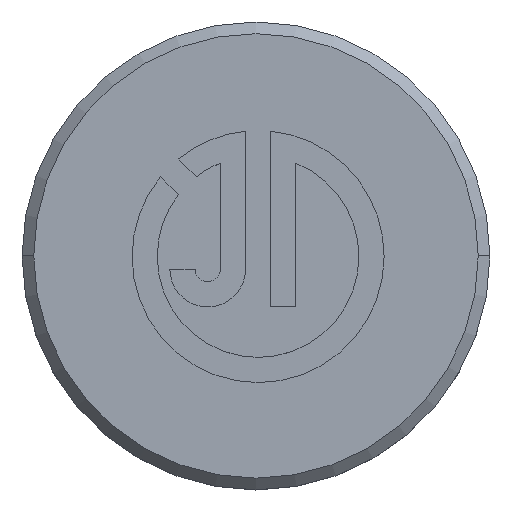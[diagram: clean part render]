
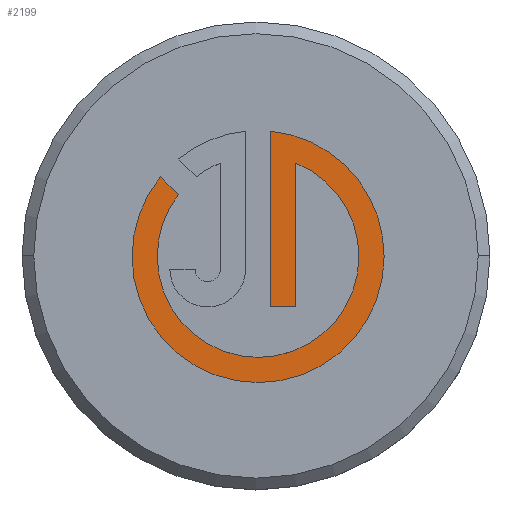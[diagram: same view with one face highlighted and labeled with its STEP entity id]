
A CAD part, top view. The second image highlights one B-rep face of the part: STEP entity #2199.
In plain terms, the highlighted planar face has unit normal (0, 0, 1).
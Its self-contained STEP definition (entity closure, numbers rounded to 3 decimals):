
#20 = LINE ( 'NONE', #1038, #725 ) ;
#27 = DIRECTION ( 'NONE',  ( 1., 0., 0. ) ) ;
#68 = CARTESIAN_POINT ( 'NONE',  ( 0.88, 0., 89.9 ) ) ;
#84 = CARTESIAN_POINT ( 'NONE',  ( 0.88, 7.468, 89.9 ) ) ;
#165 = VERTEX_POINT ( 'NONE', #1058 ) ;
#214 = CARTESIAN_POINT ( 'NONE',  ( 2.389, 5.557, 89.9 ) ) ;
#218 = VERTEX_POINT ( 'NONE', #1282 ) ;
#219 = PLANE ( 'NONE',  #2033 ) ;
#228 = EDGE_CURVE ( 'NONE', #301, #2038, #576, .T. ) ;
#242 = AXIS2_PLACEMENT_3D ( 'NONE', #2180, #1070, #2364 ) ;
#244 = ORIENTED_EDGE ( 'NONE', *, *, #2178, .T. ) ;
#253 = CARTESIAN_POINT ( 'NONE',  ( 0.126, -0.037, 89.9 ) ) ;
#301 = VERTEX_POINT ( 'NONE', #2223 ) ;
#344 = VERTEX_POINT ( 'NONE', #563 ) ;
#394 = FACE_OUTER_BOUND ( 'NONE', #1590, .T. ) ;
#416 = AXIS2_PLACEMENT_3D ( 'NONE', #253, #1557, #441 ) ;
#441 = DIRECTION ( 'NONE',  ( -1., 0., 0. ) ) ;
#449 = LINE ( 'NONE', #596, #968 ) ;
#460 = CARTESIAN_POINT ( 'NONE',  ( -5.714, 4.737, 89.9 ) ) ;
#504 = EDGE_CURVE ( 'NONE', #1484, #344, #449, .T. ) ;
#533 = CARTESIAN_POINT ( 'NONE',  ( 0.126, -0.037, 89.9 ) ) ;
#552 = EDGE_CURVE ( 'NONE', #744, #301, #791, .T. ) ;
#563 = CARTESIAN_POINT ( 'NONE',  ( 2.389, -3.054, 89.9 ) ) ;
#576 = CIRCLE ( 'NONE', #787, 7.543 ) ;
#582 = ORIENTED_EDGE ( 'NONE', *, *, #1671, .T. ) ;
#596 = CARTESIAN_POINT ( 'NONE',  ( 0., -3.054, 89.9 ) ) ;
#600 = DIRECTION ( 'NONE',  ( 0., 0., 1. ) ) ;
#650 = VECTOR ( 'NONE', #1397, 1000. ) ;
#664 = CIRCLE ( 'NONE', #416, 6.034 ) ;
#670 = EDGE_CURVE ( 'NONE', #748, #165, #664, .T. ) ;
#723 = ORIENTED_EDGE ( 'NONE', *, *, #1712, .T. ) ;
#725 = VECTOR ( 'NONE', #2331, 1000. ) ;
#734 = DIRECTION ( 'NONE',  ( 1., 0., 0. ) ) ;
#744 = VERTEX_POINT ( 'NONE', #460 ) ;
#748 = VERTEX_POINT ( 'NONE', #2336 ) ;
#787 = AXIS2_PLACEMENT_3D ( 'NONE', #533, #1834, #734 ) ;
#791 = CIRCLE ( 'NONE', #1716, 7.543 ) ;
#796 = DIRECTION ( 'NONE',  ( 0., 0., -1. ) ) ;
#819 = EDGE_CURVE ( 'NONE', #2038, #1736, #1794, .T. ) ;
#830 = CIRCLE ( 'NONE', #1368, 6.034 ) ;
#904 = LINE ( 'NONE', #1007, #1276 ) ;
#913 = CARTESIAN_POINT ( 'NONE',  ( 7.669, -0.037, 89.9 ) ) ;
#920 = CARTESIAN_POINT ( 'NONE',  ( 0.88, -3.054, 89.9 ) ) ;
#959 = ORIENTED_EDGE ( 'NONE', *, *, #2332, .T. ) ;
#968 = VECTOR ( 'NONE', #2084, 1000. ) ;
#1007 = CARTESIAN_POINT ( 'NONE',  ( 2.389, 0., 89.9 ) ) ;
#1026 = ORIENTED_EDGE ( 'NONE', *, *, #670, .T. ) ;
#1029 = ORIENTED_EDGE ( 'NONE', *, *, #504, .T. ) ;
#1033 = DIRECTION ( 'NONE',  ( 0., 0., -1. ) ) ;
#1038 = CARTESIAN_POINT ( 'NONE',  ( -4.641, 3.663, 89.9 ) ) ;
#1058 = CARTESIAN_POINT ( 'NONE',  ( -4.641, 3.663, 89.9 ) ) ;
#1070 = DIRECTION ( 'NONE',  ( 0., 0., 1. ) ) ;
#1165 = DIRECTION ( 'NONE',  ( 0., 0., 1. ) ) ;
#1276 = VECTOR ( 'NONE', #2302, 1000. ) ;
#1282 = CARTESIAN_POINT ( 'NONE',  ( 6.16, -0.037, 89.9 ) ) ;
#1296 = CIRCLE ( 'NONE', #1522, 6.034 ) ;
#1368 = AXIS2_PLACEMENT_3D ( 'NONE', #2143, #1033, #2323 ) ;
#1397 = DIRECTION ( 'NONE',  ( 0., -1., 0. ) ) ;
#1484 = VERTEX_POINT ( 'NONE', #920 ) ;
#1486 = ORIENTED_EDGE ( 'NONE', *, *, #819, .T. ) ;
#1492 = ORIENTED_EDGE ( 'NONE', *, *, #228, .T. ) ;
#1510 = ORIENTED_EDGE ( 'NONE', *, *, #1624, .T. ) ;
#1522 = AXIS2_PLACEMENT_3D ( 'NONE', #1893, #796, #2081 ) ;
#1523 = CARTESIAN_POINT ( 'NONE',  ( 0., 0., 89.9 ) ) ;
#1541 = VERTEX_POINT ( 'NONE', #214 ) ;
#1557 = DIRECTION ( 'NONE',  ( 0., 0., -1. ) ) ;
#1590 = EDGE_LOOP ( 'NONE', ( #959, #244, #1026, #723, #2151, #1492, #1486, #582, #1029, #1510 ) ) ;
#1624 = EDGE_CURVE ( 'NONE', #344, #1541, #904, .T. ) ;
#1639 = LINE ( 'NONE', #68, #650 ) ;
#1671 = EDGE_CURVE ( 'NONE', #1736, #1484, #1639, .T. ) ;
#1712 = EDGE_CURVE ( 'NONE', #165, #744, #20, .T. ) ;
#1716 = AXIS2_PLACEMENT_3D ( 'NONE', #2276, #1165, #27 ) ;
#1736 = VERTEX_POINT ( 'NONE', #84 ) ;
#1794 = CIRCLE ( 'NONE', #242, 7.543 ) ;
#1834 = DIRECTION ( 'NONE',  ( 0., 0., 1. ) ) ;
#1893 = CARTESIAN_POINT ( 'NONE',  ( 0.126, -0.037, 89.9 ) ) ;
#1899 = DIRECTION ( 'NONE',  ( 1., 0., 0. ) ) ;
#2033 = AXIS2_PLACEMENT_3D ( 'NONE', #1523, #600, #1899 ) ;
#2038 = VERTEX_POINT ( 'NONE', #913 ) ;
#2081 = DIRECTION ( 'NONE',  ( -1., 0., 0. ) ) ;
#2084 = DIRECTION ( 'NONE',  ( 1., 0., 0. ) ) ;
#2143 = CARTESIAN_POINT ( 'NONE',  ( 0.126, -0.037, 89.9 ) ) ;
#2151 = ORIENTED_EDGE ( 'NONE', *, *, #552, .T. ) ;
#2178 = EDGE_CURVE ( 'NONE', #218, #748, #1296, .T. ) ;
#2180 = CARTESIAN_POINT ( 'NONE',  ( 0.126, -0.037, 89.9 ) ) ;
#2199 = ADVANCED_FACE ( 'NONE', ( #394 ), #219, .T. ) ;
#2223 = CARTESIAN_POINT ( 'NONE',  ( -7.417, -0.037, 89.9 ) ) ;
#2276 = CARTESIAN_POINT ( 'NONE',  ( 0.126, -0.037, 89.9 ) ) ;
#2302 = DIRECTION ( 'NONE',  ( 0., 1., 0. ) ) ;
#2323 = DIRECTION ( 'NONE',  ( -1., 0., 0. ) ) ;
#2331 = DIRECTION ( 'NONE',  ( -0.707, 0.707, 0. ) ) ;
#2332 = EDGE_CURVE ( 'NONE', #1541, #218, #830, .T. ) ;
#2336 = CARTESIAN_POINT ( 'NONE',  ( -5.908, -0.037, 89.9 ) ) ;
#2364 = DIRECTION ( 'NONE',  ( 1., 0., 0. ) ) ;
